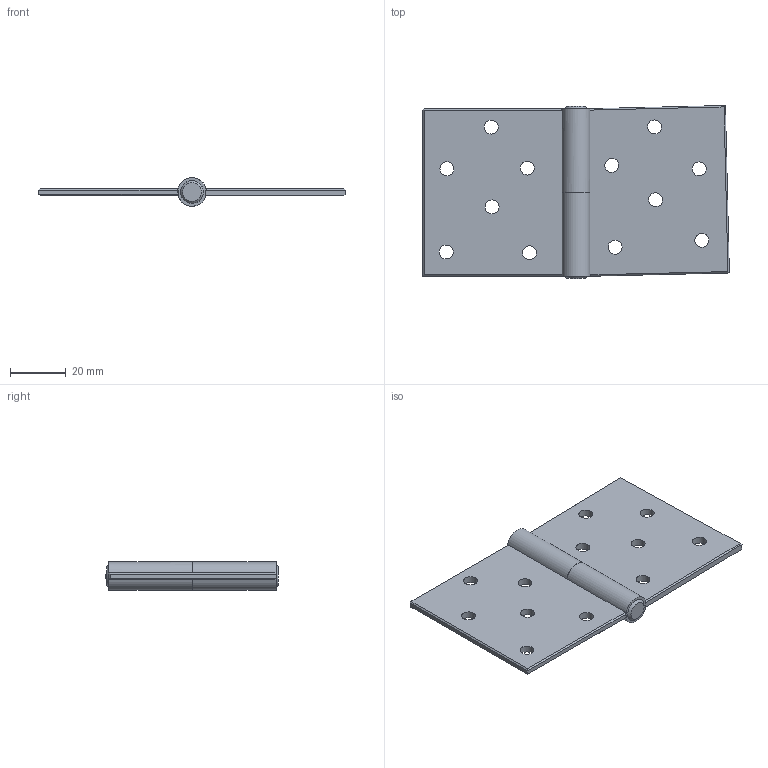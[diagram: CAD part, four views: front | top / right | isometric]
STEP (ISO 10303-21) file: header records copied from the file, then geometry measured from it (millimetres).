
FILE_DESCRIPTION(/* description */ ('','CAx-IF Rec.Pracs.---Representation and Presentation of Product Manufacturing Information (PMI)---4.0---2014-10-13'),/* implementation_level */ '2;1');
FILE_NAME(/* name */ 'Assembly basics v6.step',/* time_stamp */ '2025-03-21T13:30:52+03:00',/* author */ (''),/* organization */ (''),/* preprocessor_version */ 'ST-DEVELOPER v20',/* originating_system */ 'Autodesk Translation Framework v13.20.0.188',/* authorisation */ '');
FILE_SCHEMA (('AP242_MANAGED_MODEL_BASED_3D_ENGINEERING_MIM_LF { 1 0 10303 442 1 1 4 }'));
Length unit declared in the file: millimetre
Products named in the file (4): Assembly basics; Component7; Component8; Component9
Assembly tree (3 placements, depth 2):
  Assembly basics
    Component7
    Component8
    Component9
Bounding box: 109.84 x 61.96 x 10.24 mm (x, y, z)
Volume: 19303.6 mm3; surface area: 17867.2 mm2
Topology: 3 solids, 3 shells, 53 faces, 125 edges, 78 vertices
Faces by surface type: plane 34, cylinder 17, cone 2
Full cylindrical faces by diameter (mm): 5 x12, 8.24 x1, 8.244 x1
Entity records: 1682 total; most frequent: DIRECTION 283, CARTESIAN_POINT 265, ORIENTED_EDGE 250, EDGE_CURVE 125, AXIS2_PLACEMENT_3D 99, LINE 85, VECTOR 85, EDGE_LOOP 81
